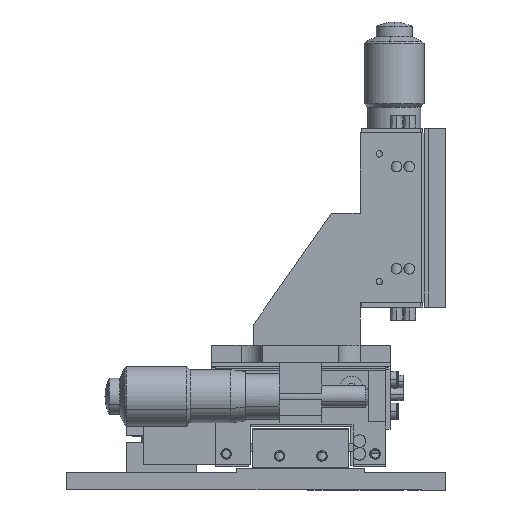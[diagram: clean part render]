
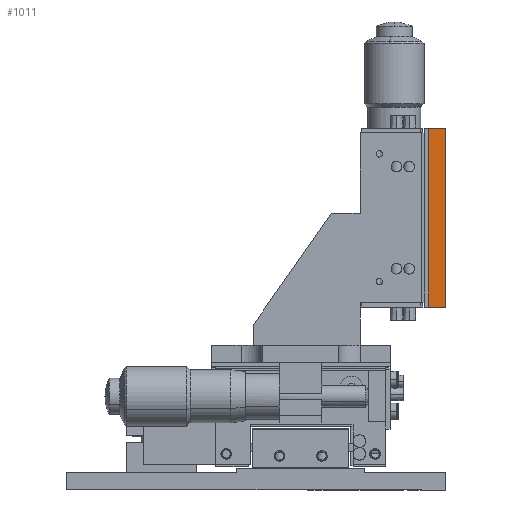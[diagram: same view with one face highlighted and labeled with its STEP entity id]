
A CAD part, left-side view. The second image highlights one B-rep face of the part: STEP entity #1011.
In plain terms, the highlighted free-form (B-spline) face has degree [1, 1] with [2, 2] control points.
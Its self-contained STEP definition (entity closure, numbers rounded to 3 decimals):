
#1011=ADVANCED_FACE('',(#2594),#55821,.T.);
#2594=FACE_OUTER_BOUND('',#4203,.T.);
#4203=EDGE_LOOP('',(#6319,#6320,#6321,#6322));
#6319=ORIENTED_EDGE('',*,*,#39314,.T.);
#6320=ORIENTED_EDGE('',*,*,#39315,.T.);
#6321=ORIENTED_EDGE('',*,*,#39254,.F.);
#6322=ORIENTED_EDGE('',*,*,#39182,.F.);
#17896=PCURVE('',#55816,#26353);
#17979=PCURVE('',#55819,#26436);
#18133=PCURVE('',#55821,#26590);
#18134=PCURVE('',#55821,#26591);
#18135=PCURVE('',#55821,#26592);
#18136=PCURVE('',#55821,#26593);
#18143=PCURVE('',#55822,#26600);
#18365=PCURVE('',#55831,#26822);
#26353=DEFINITIONAL_REPRESENTATION('',(#43585),#118123);
#26436=DEFINITIONAL_REPRESENTATION('',(#43622),#118123);
#26590=DEFINITIONAL_REPRESENTATION('',(#43808),#118123);
#26591=DEFINITIONAL_REPRESENTATION('',(#43810),#118123);
#26592=DEFINITIONAL_REPRESENTATION('',(#43811),#118123);
#26593=DEFINITIONAL_REPRESENTATION('',(#43812),#118123);
#26600=DEFINITIONAL_REPRESENTATION('',(#43822),#118123);
#26822=DEFINITIONAL_REPRESENTATION('',(#44073),#118123);
#34803=SURFACE_CURVE('',#43584,(#17896,#18136),.PCURVE_S1.);
#34875=SURFACE_CURVE('',#43621,(#17979,#18135),.PCURVE_S1.);
#34935=SURFACE_CURVE('',#43807,(#18133,#18143),.PCURVE_S1.);
#34936=SURFACE_CURVE('',#43809,(#18134,#18365),.PCURVE_S1.);
#39182=EDGE_CURVE('',#53030,#53031,#34803,.T.);
#39254=EDGE_CURVE('',#53031,#53080,#34875,.T.);
#39314=EDGE_CURVE('',#53030,#53120,#34935,.T.);
#39315=EDGE_CURVE('',#53120,#53080,#34936,.T.);
#43584=B_SPLINE_CURVE_WITH_KNOTS('',1,(#73774,#73775),.UNSPECIFIED.,.F.,
 .F.,(2,2),(0.,42.),.UNSPECIFIED.);
#43585=B_SPLINE_CURVE_WITH_KNOTS('',1,(#73776,#73777),.UNSPECIFIED.,.F.,
 .F.,(2,2),(0.,42.),.UNSPECIFIED.);
#43621=B_SPLINE_CURVE_WITH_KNOTS('',1,(#74290,#74291),.UNSPECIFIED.,.F.,
 .F.,(2,2),(0.,4.),.UNSPECIFIED.);
#43622=B_SPLINE_CURVE_WITH_KNOTS('',1,(#74292,#74293),.UNSPECIFIED.,.F.,
 .F.,(2,2),(0.,4.),.UNSPECIFIED.);
#43807=B_SPLINE_CURVE_WITH_KNOTS('',1,(#74774,#74775),.UNSPECIFIED.,.F.,
 .F.,(2,2),(-4.,0.),.UNSPECIFIED.);
#43808=B_SPLINE_CURVE_WITH_KNOTS('',1,(#74776,#74777),.UNSPECIFIED.,.F.,
 .F.,(2,2),(-4.,0.),.UNSPECIFIED.);
#43809=B_SPLINE_CURVE_WITH_KNOTS('',1,(#74778,#74779),.UNSPECIFIED.,.F.,
 .F.,(2,2),(-42.,0.),.UNSPECIFIED.);
#43810=B_SPLINE_CURVE_WITH_KNOTS('',1,(#74780,#74781),.UNSPECIFIED.,.F.,
 .F.,(2,2),(-42.,0.),.UNSPECIFIED.);
#43811=B_SPLINE_CURVE_WITH_KNOTS('',1,(#74782,#74783),.UNSPECIFIED.,.F.,
 .F.,(2,2),(0.,4.),.UNSPECIFIED.);
#43812=B_SPLINE_CURVE_WITH_KNOTS('',1,(#74784,#74785),.UNSPECIFIED.,.F.,
 .F.,(2,2),(0.,42.),.UNSPECIFIED.);
#43822=B_SPLINE_CURVE_WITH_KNOTS('',1,(#74804,#74805),.UNSPECIFIED.,.F.,
 .F.,(2,2),(-4.,0.),.UNSPECIFIED.);
#44073=B_SPLINE_CURVE_WITH_KNOTS('',1,(#75610,#75611),.UNSPECIFIED.,.F.,
 .F.,(2,2),(-42.,0.),.UNSPECIFIED.);
#53030=VERTEX_POINT('',#71223);
#53031=VERTEX_POINT('',#71224);
#53080=VERTEX_POINT('',#71273);
#53120=VERTEX_POINT('',#71313);
#55816=B_SPLINE_SURFACE_WITH_KNOTS('',1,1,((#57539,#57540),(#57541,#57542)),
 .UNSPECIFIED.,.F.,.F.,.F.,(2,2),(2,2),(-41.42,40.42),
(-25.32,25.32),.UNSPECIFIED.);
#55819=B_SPLINE_SURFACE_WITH_KNOTS('',1,1,((#57569,#57570),(#57571,#57572)),
 .UNSPECIFIED.,.F.,.F.,.F.,(2,2),(2,2),(-0.62,5.62),
(5.08,62.92),.UNSPECIFIED.);
#55821=B_SPLINE_SURFACE_WITH_KNOTS('',1,1,((#58081,#58082),(#58083,#58084)),
 .UNSPECIFIED.,.F.,.F.,.F.,(2,2),(2,2),(-46.32,4.32),(-4.52,
0.52),.UNSPECIFIED.);
#55822=B_SPLINE_SURFACE_WITH_KNOTS('',1,1,((#58085,#58086),(#58087,#58088)),
 .UNSPECIFIED.,.F.,.F.,.F.,(2,2),(2,2),(-5.62,0.62),
(-83.92,-26.08),.UNSPECIFIED.);
#55831=B_SPLINE_SURFACE_WITH_KNOTS('',1,1,((#58769,#58770),(#58771,#58772)),
 .UNSPECIFIED.,.F.,.F.,.F.,(2,2),(2,2),(-25.32,25.32),(-0.52,
10.52),.UNSPECIFIED.);
#57539=CARTESIAN_POINT('',(-30.891,-39.754,27.343));
#57540=CARTESIAN_POINT('',(-30.891,-39.754,77.983));
#57541=CARTESIAN_POINT('',(50.949,-39.754,27.343));
#57542=CARTESIAN_POINT('',(50.949,-39.754,77.983));
#57569=CARTESIAN_POINT('',(-28.891,-40.374,31.663));
#57570=CARTESIAN_POINT('',(28.949,-40.374,31.663));
#57571=CARTESIAN_POINT('',(-28.891,-34.134,31.663));
#57572=CARTESIAN_POINT('',(28.949,-34.134,31.663));
#58081=CARTESIAN_POINT('',(-23.971,-40.274,27.343));
#58082=CARTESIAN_POINT('',(-23.971,-35.234,27.343));
#58083=CARTESIAN_POINT('',(-23.971,-40.274,77.983));
#58084=CARTESIAN_POINT('',(-23.971,-35.234,77.983));
#58085=CARTESIAN_POINT('',(-28.891,-34.134,73.663));
#58086=CARTESIAN_POINT('',(28.949,-34.134,73.663));
#58087=CARTESIAN_POINT('',(-28.891,-40.374,73.663));
#58088=CARTESIAN_POINT('',(28.949,-40.374,73.663));
#58769=CARTESIAN_POINT('',(-24.991,-35.754,27.343));
#58770=CARTESIAN_POINT('',(-13.951,-35.754,27.343));
#58771=CARTESIAN_POINT('',(-24.991,-35.754,77.983));
#58772=CARTESIAN_POINT('',(-13.951,-35.754,77.983));
#71223=CARTESIAN_POINT('',(-23.971,-39.754,73.663));
#71224=CARTESIAN_POINT('',(-23.971,-39.754,31.663));
#71273=CARTESIAN_POINT('',(-23.971,-35.754,31.663));
#71313=CARTESIAN_POINT('',(-23.971,-35.754,73.663));
#73774=CARTESIAN_POINT('',(-23.971,-39.754,73.663));
#73775=CARTESIAN_POINT('',(-23.971,-39.754,31.663));
#73776=CARTESIAN_POINT('',(-34.5,21.));
#73777=CARTESIAN_POINT('',(-34.5,-21.));
#74290=CARTESIAN_POINT('',(-23.971,-39.754,31.663));
#74291=CARTESIAN_POINT('',(-23.971,-35.754,31.663));
#74292=CARTESIAN_POINT('',(0.,10.));
#74293=CARTESIAN_POINT('',(4.,10.));
#74774=CARTESIAN_POINT('',(-23.971,-39.754,73.663));
#74775=CARTESIAN_POINT('',(-23.971,-35.754,73.663));
#74776=CARTESIAN_POINT('',(0.,-4.));
#74777=CARTESIAN_POINT('',(0.,0.));
#74778=CARTESIAN_POINT('',(-23.971,-35.754,73.663));
#74779=CARTESIAN_POINT('',(-23.971,-35.754,31.663));
#74780=CARTESIAN_POINT('',(0.,0.));
#74781=CARTESIAN_POINT('',(-42.,0.));
#74782=CARTESIAN_POINT('',(-42.,-4.));
#74783=CARTESIAN_POINT('',(-42.,0.));
#74784=CARTESIAN_POINT('',(0.,-4.));
#74785=CARTESIAN_POINT('',(-42.,-4.));
#74804=CARTESIAN_POINT('',(0.,-79.));
#74805=CARTESIAN_POINT('',(-4.,-79.));
#75610=CARTESIAN_POINT('',(21.,0.5));
#75611=CARTESIAN_POINT('',(-21.,0.5));
#118123=(
GEOMETRIC_REPRESENTATION_CONTEXT(2)
PARAMETRIC_REPRESENTATION_CONTEXT()
REPRESENTATION_CONTEXT('pspace','')
);
